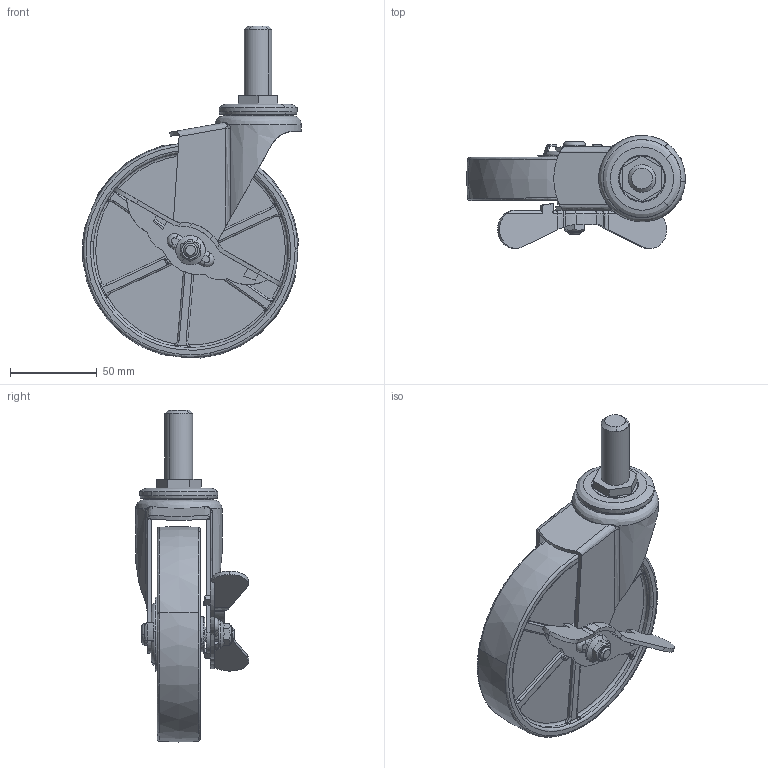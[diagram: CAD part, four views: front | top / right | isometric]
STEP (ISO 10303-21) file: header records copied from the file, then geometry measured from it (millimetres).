
FILE_DESCRIPTION((''),'2;1');
FILE_NAME('','2006-01-18T13:27:18',(''),(''),'','CADfix','');
FILE_SCHEMA(('AUTOMOTIVE_DESIGN'));
Length unit declared in the file: millimetre
Products named in the file (7): wheel; mounting plate; main shaft; lever; body; axle; No_415_EA_N125_5_9965_36
Assembly tree (6 placements, depth 2):
  No_415_EA_N125_5_9965_36
    wheel
    mounting plate
    main shaft
    lever
    body
    axle
Bounding box: 126.22 x 65.29 x 191.71 mm (x, y, z)
Volume: 274585.6 mm3; surface area: 81988.1 mm2
Topology: 6 solids, 6 shells, 597 faces, 1834 edges, 1275 vertices
Faces by surface type: bspline 597
Entity records: 37442 total; most frequent: CARTESIAN_POINT 26444, ORIENTED_EDGE 3664, EDGE_CURVE 1832, VERTEX_POINT 1275, B_SPLINE_CURVE_WITH_KNOTS 1267, EDGE_LOOP 717, FACE_OUTER_BOUND 597, ADVANCED_FACE 597
